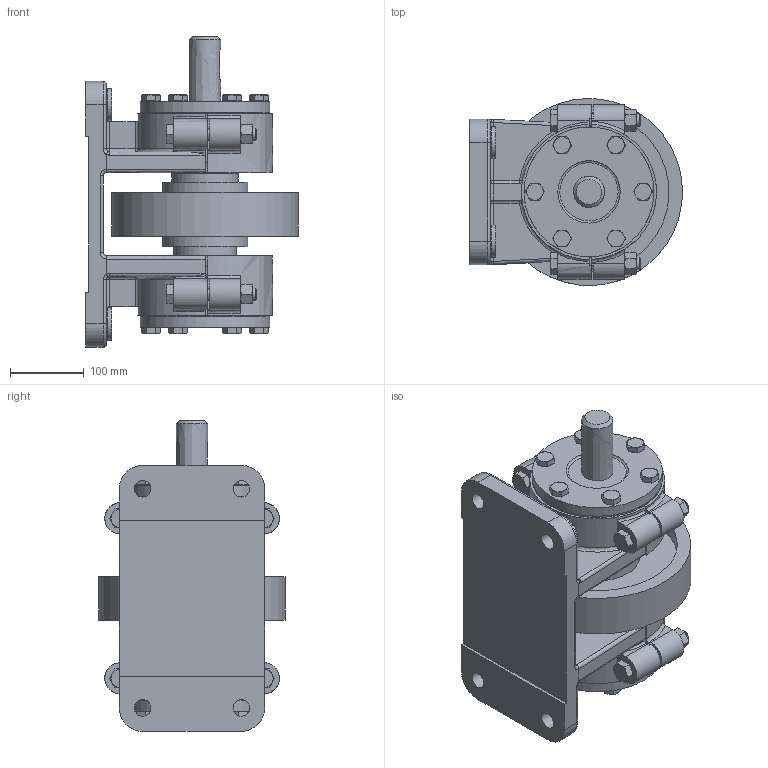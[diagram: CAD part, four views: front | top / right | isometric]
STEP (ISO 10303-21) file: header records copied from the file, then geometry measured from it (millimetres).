
FILE_DESCRIPTION(('FreeCAD Model'),'2;1');
FILE_NAME('Open CASCADE Shape Model','2025-05-07T16:05:22',('FreeCAD'),( 'FreeCAD'),'Open CASCADE STEP processor 7.6','FreeCAD','Unknown');
FILE_SCHEMA(('AUTOMOTIVE_DESIGN { 1 0 10303 214 1 1 1 1 }'));
Length unit declared in the file: millimetre
Products named in the file (1): Open CASCADE STEP translator 7.6 1
Bounding box: 288.47 x 253.18 x 420.87 mm (x, y, z)
Volume: 9965626.7 mm3; surface area: 1295888.1 mm2
Topology: 42 solids, 42 shells, 894 faces, 2076 edges, 1322 vertices
Faces by surface type: bspline 894
Entity records: 30932 total; most frequent: CARTESIAN_POINT 18867, ORIENTED_EDGE 4120, EDGE_CURVE 2060, VERTEX_POINT 1340, FACE_BOUND 1100, EDGE_LOOP 1082, B_SPLINE_CURVE_WITH_KNOTS 989, ADVANCED_FACE 876
